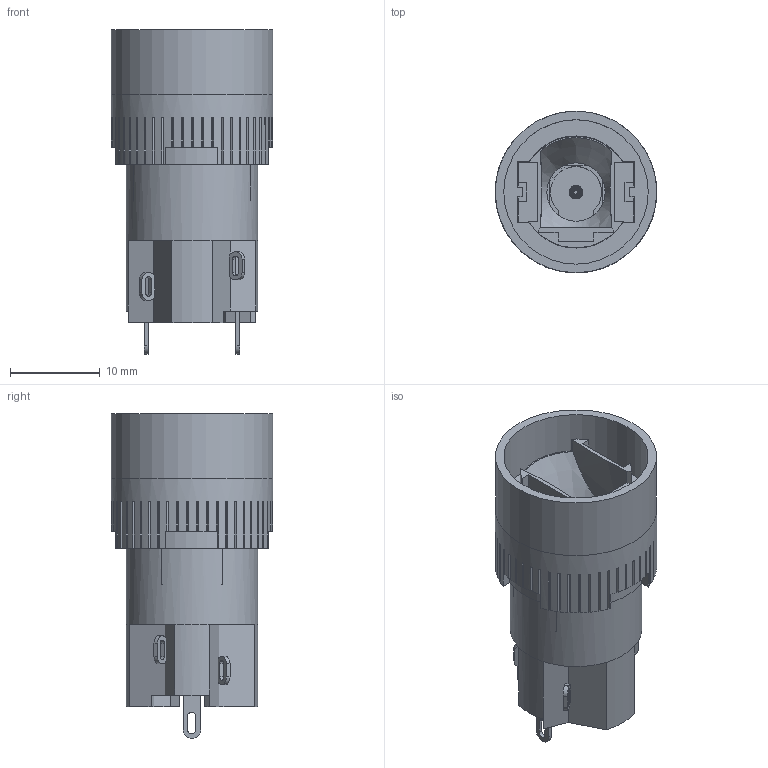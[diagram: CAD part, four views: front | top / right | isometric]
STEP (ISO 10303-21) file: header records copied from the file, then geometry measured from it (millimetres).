
FILE_DESCRIPTION(/* description */ (''),/* implementation_level */ '2;1');
FILE_NAME(/* name */ 'D16xxR11.stp',/* time_stamp */ '2025-05-16T13:48:30-05:00',/* author */ ('mroman'),/* organization */ (''),/* preprocessor_version */ 'ST-DEVELOPER v18.1',/* originating_system */ 'Autodesk Inventor 2022',/* authorisation */ '');
FILE_SCHEMA (('AUTOMOTIVE_DESIGN { 1 0 10303 214 3 1 1 }'));
Length unit declared in the file: centimetre
Products named in the file (1): D16xxR11
Bounding box: 18 x 18 x 36.2 mm (x, y, z)
Volume: 4141.6 mm3; surface area: 4833.4 mm2
Topology: 2 solids, 2 shells, 501 faces, 1405 edges, 930 vertices
Faces by surface type: plane 373, cylinder 73, bspline 54, cone 1
Full cylindrical faces by diameter (mm): 3.2 x2, 3.5 x1, 8.4 x1, 14.7 x1, 16.1 x1, 18 x2
Entity records: 17262 total; most frequent: CARTESIAN_POINT 4382, ORIENTED_EDGE 2810, DIRECTION 2476, EDGE_CURVE 1405, LINE 1008, VECTOR 1008, VERTEX_POINT 930, AXIS2_PLACEMENT_3D 734
